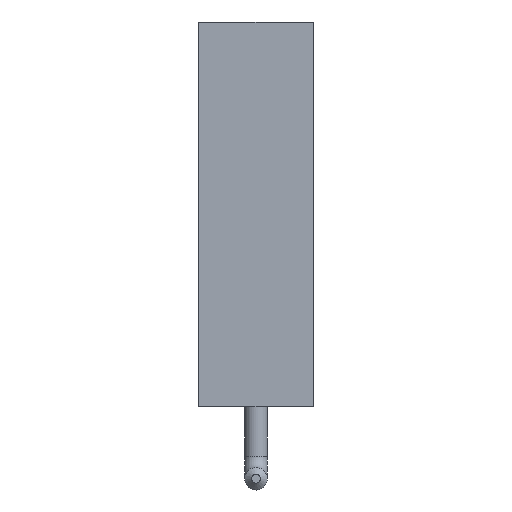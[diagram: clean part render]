
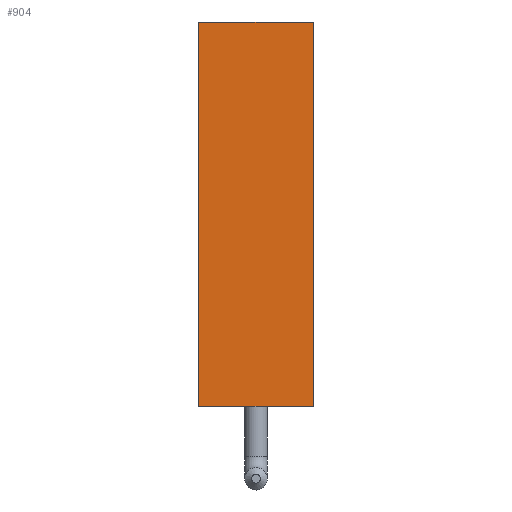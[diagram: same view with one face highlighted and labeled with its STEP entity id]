
A CAD part, front view. The second image highlights one B-rep face of the part: STEP entity #904.
In plain terms, the highlighted planar face has unit normal (0, -1, 0).
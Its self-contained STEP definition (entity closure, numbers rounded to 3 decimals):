
#93=LINE('',#1599,#161);
#99=LINE('',#1612,#167);
#110=LINE('',#1739,#178);
#121=LINE('',#1765,#189);
#161=VECTOR('',#1174,10.);
#167=VECTOR('',#1186,10.);
#178=VECTOR('',#1243,10.);
#189=VECTOR('',#1276,10.);
#213=PLANE('',#1007);
#293=FACE_OUTER_BOUND('',#355,.T.);
#355=EDGE_LOOP('',(#830,#831,#832,#833));
#440=VERTEX_POINT('',#1596);
#441=VERTEX_POINT('',#1598);
#445=VERTEX_POINT('',#1610);
#458=VERTEX_POINT('',#1738);
#542=EDGE_CURVE('',#440,#441,#93,.T.);
#549=EDGE_CURVE('',#445,#440,#99,.T.);
#574=EDGE_CURVE('',#441,#458,#110,.T.);
#587=EDGE_CURVE('',#445,#458,#121,.T.);
#830=ORIENTED_EDGE('',*,*,#549,.F.);
#831=ORIENTED_EDGE('',*,*,#587,.T.);
#832=ORIENTED_EDGE('',*,*,#574,.F.);
#833=ORIENTED_EDGE('',*,*,#542,.F.);
#904=ADVANCED_FACE('',(#293),#213,.T.);
#1007=AXIS2_PLACEMENT_3D('',#1766,#1277,#1278);
#1174=DIRECTION('',(0.,0.,1.));
#1186=DIRECTION('',(-1.,0.,0.));
#1243=DIRECTION('',(1.,0.,0.));
#1276=DIRECTION('',(0.,0.,1.));
#1277=DIRECTION('center_axis',(0.,-1.,0.));
#1278=DIRECTION('ref_axis',(1.,0.,0.));
#1596=CARTESIAN_POINT('',(0.,-2.4,0.));
#1598=CARTESIAN_POINT('',(0.,-2.4,8.5));
#1599=CARTESIAN_POINT('',(0.,-2.4,0.));
#1610=CARTESIAN_POINT('',(2.54,-2.4,0.));
#1612=CARTESIAN_POINT('',(2.54,-2.4,0.));
#1738=CARTESIAN_POINT('',(2.54,-2.4,8.5));
#1739=CARTESIAN_POINT('',(2.54,-2.4,8.5));
#1765=CARTESIAN_POINT('',(2.54,-2.4,0.));
#1766=CARTESIAN_POINT('Origin',(0.,-2.4,0.));
